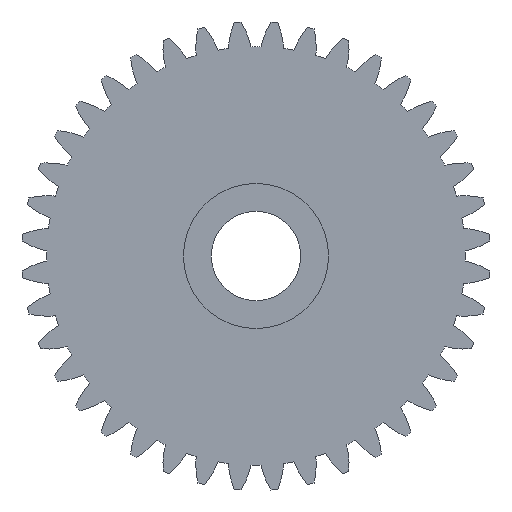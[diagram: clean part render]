
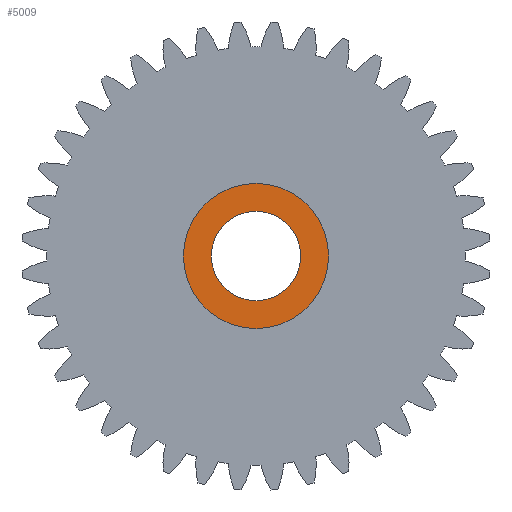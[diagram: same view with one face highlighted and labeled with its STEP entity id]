
A CAD part, left-side view. The second image highlights one B-rep face of the part: STEP entity #5009.
In plain terms, the highlighted planar face has unit normal (-1, 0, 0).
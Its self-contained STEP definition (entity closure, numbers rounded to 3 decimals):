
#58 = FACE_BOUND ( 'NONE', #1579, .T. ) ;
#111 = ORIENTED_EDGE ( 'NONE', *, *, #5775, .F. ) ;
#194 = CIRCLE ( 'NONE', #3692, 4. ) ;
#481 = CARTESIAN_POINT ( 'NONE',  ( -3.8, 0., 0. ) ) ;
#567 = DIRECTION ( 'NONE',  ( 0., 0., 1. ) ) ;
#569 = CARTESIAN_POINT ( 'NONE',  ( -3.8, 0., 0. ) ) ;
#985 = DIRECTION ( 'NONE',  ( -1., 0., 0. ) ) ;
#1040 = DIRECTION ( 'NONE',  ( -1., 0., 0. ) ) ;
#1045 = AXIS2_PLACEMENT_3D ( 'NONE', #569, #1040, #2947 ) ;
#1364 = DIRECTION ( 'NONE',  ( -1., 0., 0. ) ) ;
#1572 = CIRCLE ( 'NONE', #6156, 4. ) ;
#1579 = EDGE_LOOP ( 'NONE', ( #111, #2183 ) ) ;
#1601 = EDGE_LOOP ( 'NONE', ( #3597, #1956 ) ) ;
#1618 = EDGE_CURVE ( 'NONE', #5090, #5945, #194, .T. ) ;
#1651 = EDGE_CURVE ( 'NONE', #4782, #4855, #2804, .T. ) ;
#1722 = CARTESIAN_POINT ( 'NONE',  ( -3.8, 0., 4. ) ) ;
#1956 = ORIENTED_EDGE ( 'NONE', *, *, #1651, .T. ) ;
#2012 = AXIS2_PLACEMENT_3D ( 'NONE', #2944, #4831, #567 ) ;
#2040 = PLANE ( 'NONE',  #1045 ) ;
#2183 = ORIENTED_EDGE ( 'NONE', *, *, #1618, .F. ) ;
#2487 = EDGE_CURVE ( 'NONE', #4855, #4782, #4200, .T. ) ;
#2760 = CARTESIAN_POINT ( 'NONE',  ( -3.8, 0., 6.5 ) ) ;
#2765 = DIRECTION ( 'NONE',  ( -1., 0., 0. ) ) ;
#2772 = DIRECTION ( 'NONE',  ( 0., 0., 1. ) ) ;
#2804 = CIRCLE ( 'NONE', #5185, 6.5 ) ;
#2944 = CARTESIAN_POINT ( 'NONE',  ( -3.8, 0., 0. ) ) ;
#2947 = DIRECTION ( 'NONE',  ( 0., 0., 1. ) ) ;
#3292 = CARTESIAN_POINT ( 'NONE',  ( -3.8, 0., 0. ) ) ;
#3597 = ORIENTED_EDGE ( 'NONE', *, *, #2487, .T. ) ;
#3692 = AXIS2_PLACEMENT_3D ( 'NONE', #3292, #985, #2772 ) ;
#4161 = DIRECTION ( 'NONE',  ( 0., 0., 1. ) ) ;
#4200 = CIRCLE ( 'NONE', #2012, 6.5 ) ;
#4405 = CARTESIAN_POINT ( 'NONE',  ( -3.8, 0., -4. ) ) ;
#4782 = VERTEX_POINT ( 'NONE', #2760 ) ;
#4831 = DIRECTION ( 'NONE',  ( -1., 0., 0. ) ) ;
#4855 = VERTEX_POINT ( 'NONE', #5592 ) ;
#5009 = ADVANCED_FACE ( 'NONE', ( #5273, #58 ), #2040, .T. ) ;
#5090 = VERTEX_POINT ( 'NONE', #1722 ) ;
#5185 = AXIS2_PLACEMENT_3D ( 'NONE', #5604, #1364, #4161 ) ;
#5273 = FACE_OUTER_BOUND ( 'NONE', #1601, .T. ) ;
#5592 = CARTESIAN_POINT ( 'NONE',  ( -3.8, 0., -6.5 ) ) ;
#5604 = CARTESIAN_POINT ( 'NONE',  ( -3.8, 0., 0. ) ) ;
#5775 = EDGE_CURVE ( 'NONE', #5945, #5090, #1572, .T. ) ;
#5945 = VERTEX_POINT ( 'NONE', #4405 ) ;
#6070 = DIRECTION ( 'NONE',  ( 0., 0., 1. ) ) ;
#6156 = AXIS2_PLACEMENT_3D ( 'NONE', #481, #2765, #6070 ) ;
